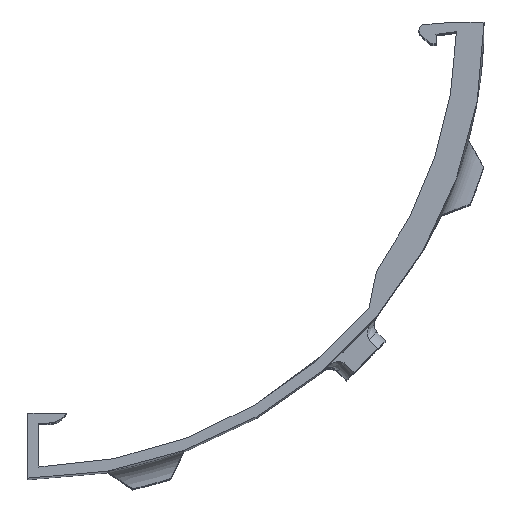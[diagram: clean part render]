
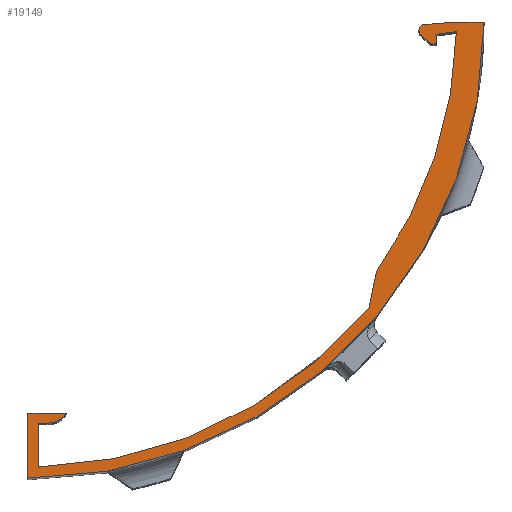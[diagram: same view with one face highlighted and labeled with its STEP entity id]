
A CAD part, top view. The second image highlights one B-rep face of the part: STEP entity #19149.
In plain terms, the highlighted planar face has unit normal (0, 0, 1).
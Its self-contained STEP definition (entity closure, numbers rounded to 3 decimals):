
#131=PLANE('',#20269);
#749=CIRCLE('',#20207,81.);
#809=CIRCLE('',#20270,81.042);
#810=CIRCLE('',#20271,1.);
#811=CIRCLE('',#20272,0.5);
#812=CIRCLE('',#20273,81.042);
#813=CIRCLE('',#20274,78.);
#814=CIRCLE('',#20275,4.);
#815=CIRCLE('',#20276,83.);
#1651=LINE('',#29153,#3461);
#1652=LINE('',#29155,#3462);
#1653=LINE('',#29159,#3463);
#1654=LINE('',#29164,#3464);
#1655=LINE('',#29166,#3465);
#1656=LINE('',#29168,#3466);
#1657=LINE('',#29172,#3467);
#1658=LINE('',#29174,#3468);
#1659=LINE('',#29177,#3469);
#3461=VECTOR('',#22344,10.);
#3462=VECTOR('',#22345,10.);
#3463=VECTOR('',#22348,10.);
#3464=VECTOR('',#22353,10.);
#3465=VECTOR('',#22354,10.);
#3466=VECTOR('',#22355,10.);
#3467=VECTOR('',#22358,10.);
#3468=VECTOR('',#22359,10.);
#3469=VECTOR('',#22362,10.);
#5501=FACE_OUTER_BOUND('',#6480,.T.);
#6480=EDGE_LOOP('',(#13429,#13430,#13431,#13432,#13433,#13434,#13435,#13436,
#13437,#13438,#13439,#13440,#13441,#13442,#13443,#13444,#13445));
#8142=VERTEX_POINT('',#28119);
#8143=VERTEX_POINT('',#28121);
#8327=VERTEX_POINT('',#29147);
#8328=VERTEX_POINT('',#29148);
#8329=VERTEX_POINT('',#29150);
#8330=VERTEX_POINT('',#29152);
#8331=VERTEX_POINT('',#29154);
#8332=VERTEX_POINT('',#29156);
#8333=VERTEX_POINT('',#29158);
#8334=VERTEX_POINT('',#29160);
#8335=VERTEX_POINT('',#29162);
#8336=VERTEX_POINT('',#29165);
#8337=VERTEX_POINT('',#29167);
#8338=VERTEX_POINT('',#29169);
#8339=VERTEX_POINT('',#29171);
#8340=VERTEX_POINT('',#29173);
#8341=VERTEX_POINT('',#29175);
#10178=EDGE_CURVE('',#8143,#8142,#749,.T.);
#10371=EDGE_CURVE('',#8327,#8328,#809,.T.);
#10372=EDGE_CURVE('',#8329,#8327,#810,.T.);
#10373=EDGE_CURVE('',#8330,#8329,#1651,.T.);
#10374=EDGE_CURVE('',#8331,#8330,#1652,.T.);
#10375=EDGE_CURVE('',#8332,#8331,#811,.T.);
#10376=EDGE_CURVE('',#8333,#8332,#1653,.T.);
#10377=EDGE_CURVE('',#8334,#8333,#812,.T.);
#10378=EDGE_CURVE('',#8334,#8335,#813,.T.);
#10379=EDGE_CURVE('',#8143,#8335,#1654,.T.);
#10380=EDGE_CURVE('',#8142,#8336,#1655,.T.);
#10381=EDGE_CURVE('',#8336,#8337,#1656,.T.);
#10382=EDGE_CURVE('',#8338,#8337,#814,.T.);
#10383=EDGE_CURVE('',#8338,#8339,#1657,.T.);
#10384=EDGE_CURVE('',#8339,#8340,#1658,.T.);
#10385=EDGE_CURVE('',#8340,#8341,#815,.T.);
#10386=EDGE_CURVE('',#8341,#8328,#1659,.T.);
#13429=ORIENTED_EDGE('',*,*,#10371,.F.);
#13430=ORIENTED_EDGE('',*,*,#10372,.F.);
#13431=ORIENTED_EDGE('',*,*,#10373,.F.);
#13432=ORIENTED_EDGE('',*,*,#10374,.F.);
#13433=ORIENTED_EDGE('',*,*,#10375,.F.);
#13434=ORIENTED_EDGE('',*,*,#10376,.F.);
#13435=ORIENTED_EDGE('',*,*,#10377,.F.);
#13436=ORIENTED_EDGE('',*,*,#10378,.T.);
#13437=ORIENTED_EDGE('',*,*,#10379,.F.);
#13438=ORIENTED_EDGE('',*,*,#10178,.T.);
#13439=ORIENTED_EDGE('',*,*,#10380,.T.);
#13440=ORIENTED_EDGE('',*,*,#10381,.T.);
#13441=ORIENTED_EDGE('',*,*,#10382,.F.);
#13442=ORIENTED_EDGE('',*,*,#10383,.T.);
#13443=ORIENTED_EDGE('',*,*,#10384,.T.);
#13444=ORIENTED_EDGE('',*,*,#10385,.T.);
#13445=ORIENTED_EDGE('',*,*,#10386,.T.);
#19149=ADVANCED_FACE('',(#5501),#131,.T.);
#20207=AXIS2_PLACEMENT_3D('',#28122,#22147,#22148);
#20269=AXIS2_PLACEMENT_3D('',#29146,#22338,#22339);
#20270=AXIS2_PLACEMENT_3D('',#29149,#22340,#22341);
#20271=AXIS2_PLACEMENT_3D('',#29151,#22342,#22343);
#20272=AXIS2_PLACEMENT_3D('',#29157,#22346,#22347);
#20273=AXIS2_PLACEMENT_3D('',#29161,#22349,#22350);
#20274=AXIS2_PLACEMENT_3D('',#29163,#22351,#22352);
#20275=AXIS2_PLACEMENT_3D('',#29170,#22356,#22357);
#20276=AXIS2_PLACEMENT_3D('',#29176,#22360,#22361);
#22147=DIRECTION('center_axis',(0.,0.,-1.));
#22148=DIRECTION('ref_axis',(-0.025,1.,0.));
#22338=DIRECTION('center_axis',(0.,0.,1.));
#22339=DIRECTION('ref_axis',(1.,0.,0.));
#22340=DIRECTION('center_axis',(0.,0.,-1.));
#22341=DIRECTION('ref_axis',(-0.136,0.991,0.));
#22342=DIRECTION('center_axis',(0.,0.,-1.));
#22343=DIRECTION('ref_axis',(-0.944,0.331,0.));
#22344=DIRECTION('',(-0.707,0.707,0.));
#22345=DIRECTION('',(-1.,0.,0.));
#22346=DIRECTION('center_axis',(0.,0.,-1.));
#22347=DIRECTION('ref_axis',(0.759,-0.651,0.));
#22348=DIRECTION('',(0.152,-0.988,0.));
#22349=DIRECTION('center_axis',(0.,0.,1.));
#22350=DIRECTION('ref_axis',(0.152,-0.988,0.));
#22351=DIRECTION('center_axis',(0.,0.,-1.));
#22352=DIRECTION('ref_axis',(1.,0.,0.));
#22353=DIRECTION('',(0.202,0.979,0.));
#22354=DIRECTION('',(0.,1.,0.));
#22355=DIRECTION('',(1.,0.,0.));
#22356=DIRECTION('center_axis',(0.,0.,-1.));
#22357=DIRECTION('ref_axis',(0.835,-0.55,0.));
#22358=DIRECTION('',(-1.,0.,0.));
#22359=DIRECTION('',(0.,-1.,0.));
#22360=DIRECTION('center_axis',(0.,0.,1.));
#22361=DIRECTION('ref_axis',(0.,-1.,0.));
#22362=DIRECTION('',(-1.,0.,0.));
#28119=CARTESIAN_POINT('',(-5.,-10.,182.));
#28121=CARTESIAN_POINT('',(55.05,18.91,182.));
#28122=CARTESIAN_POINT('Origin',(-7.,70.975,182.));
#29146=CARTESIAN_POINT('Origin',(34.5,29.475,182.));
#29147=CARTESIAN_POINT('',(65.044,70.479,182.));
#29148=CARTESIAN_POINT('',(74.,70.975,182.));
#29149=CARTESIAN_POINT('Origin',(74.,-10.066,182.));
#29150=CARTESIAN_POINT('',(64.447,68.778,182.));
#29151=CARTESIAN_POINT('Origin',(65.154,69.485,182.));
#29152=CARTESIAN_POINT('',(66.25,66.975,182.));
#29153=CARTESIAN_POINT('',(64.688,68.538,182.));
#29154=CARTESIAN_POINT('',(66.937,66.975,182.));
#29155=CARTESIAN_POINT('',(67.375,66.975,182.));
#29156=CARTESIAN_POINT('',(67.431,67.551,182.));
#29157=CARTESIAN_POINT('Origin',(66.937,67.475,182.));
#29158=CARTESIAN_POINT('',(67.25,68.725,182.));
#29159=CARTESIAN_POINT('',(67.38,67.878,182.));
#29160=CARTESIAN_POINT('',(70.98,69.211,182.));
#29161=CARTESIAN_POINT('Origin',(79.578,-11.373,182.));
#29162=CARTESIAN_POINT('',(56.429,25.579,182.));
#29163=CARTESIAN_POINT('Origin',(-7.,70.975,182.));
#29164=CARTESIAN_POINT('',(60.945,47.421,182.));
#29165=CARTESIAN_POINT('',(-5.,-2.,182.));
#29166=CARTESIAN_POINT('',(-5.,-10.,182.));
#29167=CARTESIAN_POINT('',(-3.341,-2.,182.));
#29168=CARTESIAN_POINT('',(-5.,-2.,182.));
#29169=CARTESIAN_POINT('',(0.,-0.2,182.));
#29170=CARTESIAN_POINT('Origin',(-3.341,2.,182.));
#29171=CARTESIAN_POINT('',(-7.,-0.2,182.));
#29172=CARTESIAN_POINT('',(17.25,-0.2,182.));
#29173=CARTESIAN_POINT('',(-7.,-12.025,182.));
#29174=CARTESIAN_POINT('',(-7.,0.,182.));
#29175=CARTESIAN_POINT('',(76.,70.975,182.));
#29176=CARTESIAN_POINT('Origin',(-7.,70.975,182.));
#29177=CARTESIAN_POINT('',(76.,70.975,182.));
